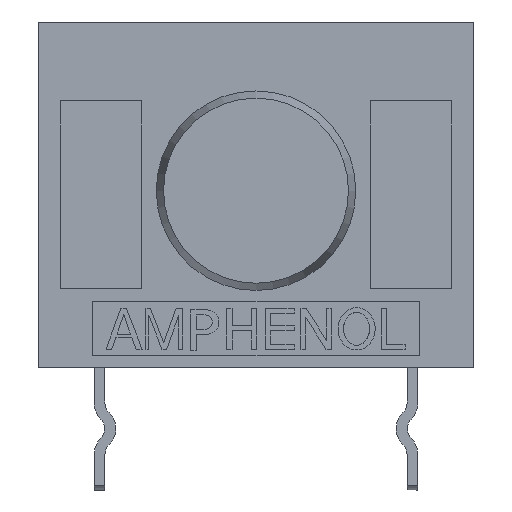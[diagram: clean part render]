
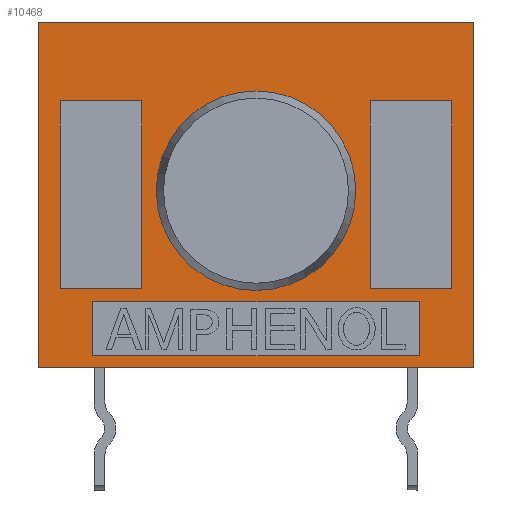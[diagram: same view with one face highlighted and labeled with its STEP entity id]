
A CAD part, left-side view. The second image highlights one B-rep face of the part: STEP entity #10468.
In plain terms, the highlighted planar face has unit normal (-1, 0, 0).
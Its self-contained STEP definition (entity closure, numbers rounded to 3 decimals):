
#99=FACE_BOUND('',#1507,.T.);
#100=FACE_BOUND('',#1508,.T.);
#101=FACE_BOUND('',#1509,.T.);
#102=FACE_BOUND('',#1510,.T.);
#389=PLANE('',#11152);
#928=FACE_OUTER_BOUND('',#1506,.T.);
#1506=EDGE_LOOP('',(#8856,#8857,#8858,#8859));
#1507=EDGE_LOOP('',(#8860,#8861,#8862,#8863));
#1508=EDGE_LOOP('',(#8864,#8865,#8866,#8867));
#1509=EDGE_LOOP('',(#8868));
#1510=EDGE_LOOP('',(#8869,#8870,#8871,#8872));
#1866=LINE('',#14799,#3122);
#1869=LINE('',#14805,#3125);
#1872=LINE('',#14811,#3128);
#1882=LINE('',#14828,#3138);
#1894=LINE('',#14852,#3150);
#1897=LINE('',#14858,#3153);
#1900=LINE('',#14864,#3156);
#1910=LINE('',#14881,#3166);
#2039=LINE('',#15142,#3295);
#2327=LINE('',#15780,#3583);
#2330=LINE('',#15786,#3586);
#2333=LINE('',#15792,#3589);
#2336=LINE('',#15796,#3592);
#2433=LINE('',#15995,#3689);
#2571=LINE('',#16272,#3827);
#2576=LINE('',#16281,#3832);
#3122=VECTOR('',#11935,3.);
#3125=VECTOR('',#11940,6.9);
#3128=VECTOR('',#11945,3.);
#3138=VECTOR('',#11961,6.9);
#3150=VECTOR('',#11981,3.);
#3153=VECTOR('',#11986,6.9);
#3156=VECTOR('',#11991,3.);
#3166=VECTOR('',#12007,6.9);
#3295=VECTOR('',#12178,16.);
#3583=VECTOR('',#12674,2.);
#3586=VECTOR('',#12679,12.);
#3589=VECTOR('',#12684,2.);
#3592=VECTOR('',#12689,12.);
#3689=VECTOR('',#12870,12.7);
#3827=VECTOR('',#13156,12.7);
#3832=VECTOR('',#13169,16.);
#4281=CIRCLE('',#10749,3.667);
#4499=VERTEX_POINT('',#14417);
#4622=VERTEX_POINT('',#14796);
#4623=VERTEX_POINT('',#14798);
#4625=VERTEX_POINT('',#14804);
#4627=VERTEX_POINT('',#14810);
#4638=VERTEX_POINT('',#14849);
#4639=VERTEX_POINT('',#14851);
#4641=VERTEX_POINT('',#14857);
#4643=VERTEX_POINT('',#14863);
#4757=VERTEX_POINT('',#15139);
#4758=VERTEX_POINT('',#15141);
#4967=VERTEX_POINT('',#15777);
#4968=VERTEX_POINT('',#15779);
#4970=VERTEX_POINT('',#15785);
#4972=VERTEX_POINT('',#15791);
#5032=VERTEX_POINT('',#15994);
#5097=VERTEX_POINT('',#16270);
#5505=EDGE_CURVE('',#4499,#4499,#4281,.T.);
#5684=EDGE_CURVE('',#4623,#4622,#1866,.T.);
#5687=EDGE_CURVE('',#4625,#4623,#1869,.T.);
#5690=EDGE_CURVE('',#4627,#4625,#1872,.T.);
#5700=EDGE_CURVE('',#4622,#4627,#1882,.T.);
#5712=EDGE_CURVE('',#4639,#4638,#1894,.T.);
#5715=EDGE_CURVE('',#4641,#4639,#1897,.T.);
#5718=EDGE_CURVE('',#4643,#4641,#1900,.T.);
#5728=EDGE_CURVE('',#4638,#4643,#1910,.T.);
#5857=EDGE_CURVE('',#4758,#4757,#2039,.T.);
#6153=EDGE_CURVE('',#4968,#4967,#2327,.T.);
#6156=EDGE_CURVE('',#4970,#4968,#2330,.T.);
#6159=EDGE_CURVE('',#4972,#4970,#2333,.T.);
#6162=EDGE_CURVE('',#4967,#4972,#2336,.T.);
#6259=EDGE_CURVE('',#4758,#5032,#2433,.T.);
#6409=EDGE_CURVE('',#4757,#5097,#2571,.T.);
#6414=EDGE_CURVE('',#5097,#5032,#2576,.T.);
#8856=ORIENTED_EDGE('',*,*,#6414,.T.);
#8857=ORIENTED_EDGE('',*,*,#6259,.F.);
#8858=ORIENTED_EDGE('',*,*,#5857,.T.);
#8859=ORIENTED_EDGE('',*,*,#6409,.T.);
#8860=ORIENTED_EDGE('',*,*,#5687,.T.);
#8861=ORIENTED_EDGE('',*,*,#5684,.T.);
#8862=ORIENTED_EDGE('',*,*,#5700,.T.);
#8863=ORIENTED_EDGE('',*,*,#5690,.T.);
#8864=ORIENTED_EDGE('',*,*,#5715,.T.);
#8865=ORIENTED_EDGE('',*,*,#5712,.T.);
#8866=ORIENTED_EDGE('',*,*,#5728,.T.);
#8867=ORIENTED_EDGE('',*,*,#5718,.T.);
#8868=ORIENTED_EDGE('',*,*,#5505,.T.);
#8869=ORIENTED_EDGE('',*,*,#6153,.T.);
#8870=ORIENTED_EDGE('',*,*,#6162,.T.);
#8871=ORIENTED_EDGE('',*,*,#6159,.T.);
#8872=ORIENTED_EDGE('',*,*,#6156,.T.);
#10468=ADVANCED_FACE('',(#928,#99,#100,#101,#102),#389,.T.);
#10749=AXIS2_PLACEMENT_3D('',#14418,#11570,#11571);
#11152=AXIS2_PLACEMENT_3D('',#16295,#13192,#13193);
#11570=DIRECTION('center_axis',(1.,0.,0.));
#11571=DIRECTION('ref_axis',(0.,1.,0.));
#11935=DIRECTION('',(0.,-1.,0.));
#11940=DIRECTION('',(0.,0.,1.));
#11945=DIRECTION('',(0.,1.,0.));
#11961=DIRECTION('',(0.,0.,-1.));
#11981=DIRECTION('',(0.,-1.,0.));
#11986=DIRECTION('',(0.,0.,1.));
#11991=DIRECTION('',(0.,1.,0.));
#12007=DIRECTION('',(0.,0.,-1.));
#12178=DIRECTION('',(0.,-1.,0.));
#12674=DIRECTION('',(0.,0.,-1.));
#12679=DIRECTION('',(0.,-1.,0.));
#12684=DIRECTION('',(0.,0.,1.));
#12689=DIRECTION('',(0.,1.,0.));
#12870=DIRECTION('',(0.,0.,1.));
#13156=DIRECTION('',(0.,0.,1.));
#13169=DIRECTION('',(0.,1.,0.));
#13192=DIRECTION('center_axis',(-1.,0.,0.));
#13193=DIRECTION('ref_axis',(0.,0.,1.));
#14417=CARTESIAN_POINT('',(-11.7,-3.667,0.1));
#14418=CARTESIAN_POINT('Origin',(-11.7,0.,0.1));
#14796=CARTESIAN_POINT('',(-11.7,4.2,3.4));
#14798=CARTESIAN_POINT('',(-11.7,7.2,3.4));
#14799=CARTESIAN_POINT('',(-11.7,7.2,3.4));
#14804=CARTESIAN_POINT('',(-11.7,7.2,-3.5));
#14805=CARTESIAN_POINT('',(-11.7,7.2,-3.5));
#14810=CARTESIAN_POINT('',(-11.7,4.2,-3.5));
#14811=CARTESIAN_POINT('',(-11.7,4.2,-3.5));
#14828=CARTESIAN_POINT('',(-11.7,4.2,3.4));
#14849=CARTESIAN_POINT('',(-11.7,-7.2,3.4));
#14851=CARTESIAN_POINT('',(-11.7,-4.2,3.4));
#14852=CARTESIAN_POINT('',(-11.7,-4.2,3.4));
#14857=CARTESIAN_POINT('',(-11.7,-4.2,-3.5));
#14858=CARTESIAN_POINT('',(-11.7,-4.2,-3.5));
#14863=CARTESIAN_POINT('',(-11.7,-7.2,-3.5));
#14864=CARTESIAN_POINT('',(-11.7,-7.2,-3.5));
#14881=CARTESIAN_POINT('',(-11.7,-7.2,3.4));
#15139=CARTESIAN_POINT('',(-11.7,-8.,-6.4));
#15141=CARTESIAN_POINT('',(-11.7,8.,-6.4));
#15142=CARTESIAN_POINT('',(-11.7,8.,-6.4));
#15777=CARTESIAN_POINT('',(-11.7,-6.,-5.975));
#15779=CARTESIAN_POINT('',(-11.7,-6.,-3.975));
#15780=CARTESIAN_POINT('',(-11.7,-6.,-3.975));
#15785=CARTESIAN_POINT('',(-11.7,6.,-3.975));
#15786=CARTESIAN_POINT('',(-11.7,6.,-3.975));
#15791=CARTESIAN_POINT('',(-11.7,6.,-5.975));
#15792=CARTESIAN_POINT('',(-11.7,6.,-5.975));
#15796=CARTESIAN_POINT('',(-11.7,-6.,-5.975));
#15994=CARTESIAN_POINT('',(-11.7,8.,6.3));
#15995=CARTESIAN_POINT('',(-11.7,8.,-6.4));
#16270=CARTESIAN_POINT('',(-11.7,-8.,6.3));
#16272=CARTESIAN_POINT('',(-11.7,-8.,-6.4));
#16281=CARTESIAN_POINT('',(-11.7,-8.,6.3));
#16295=CARTESIAN_POINT('Origin',(-11.7,-8.,-6.4));
